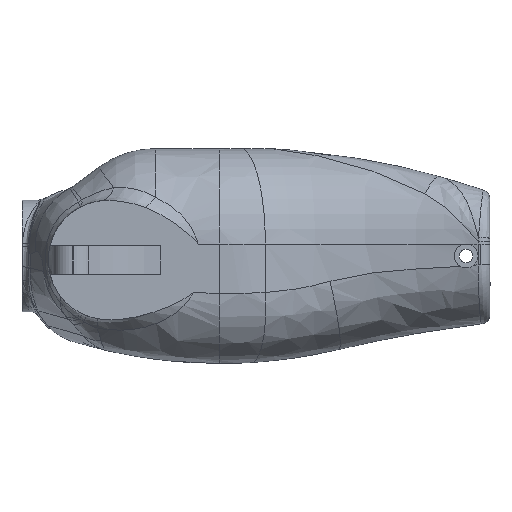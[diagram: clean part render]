
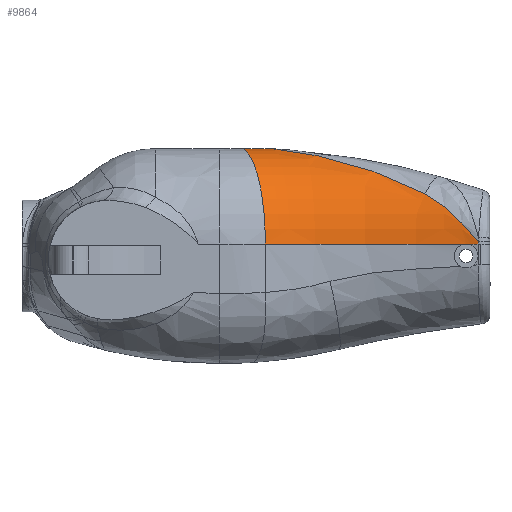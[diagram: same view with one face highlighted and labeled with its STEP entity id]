
A CAD part, left-side view. The second image highlights one B-rep face of the part: STEP entity #9864.
In plain terms, the highlighted toroidal (fillet/blend) face has major radius 160 mm and minor radius 30 mm.
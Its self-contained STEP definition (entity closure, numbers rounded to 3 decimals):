
#21 = EDGE_CURVE ( 'NONE', #4239, #5174, #4024, .T. ) ;
#41 = ORIENTED_EDGE ( 'NONE', *, *, #5154, .F. ) ;
#903 = CARTESIAN_POINT ( 'NONE',  ( -42.533, 12.806, 14.28 ) ) ;
#1433 = CARTESIAN_POINT ( 'NONE',  ( -35.247, 28.453, 23.34 ) ) ;
#1554 = CARTESIAN_POINT ( 'NONE',  ( -172.275, 36.485, 3.75 ) ) ;
#1649 = CARTESIAN_POINT ( 'NONE',  ( -46.459, 3.755, 4.301 ) ) ;
#1941 = CARTESIAN_POINT ( 'NONE',  ( -44.529, 8.783, 10.387 ) ) ;
#1973 = EDGE_CURVE ( 'NONE', #5174, #5774, #9581, .T. ) ;
#2060 = CARTESIAN_POINT ( 'NONE',  ( -41.8, 14.215, 15.457 ) ) ;
#2157 = CARTESIAN_POINT ( 'NONE',  ( -172.275, 36.485, 33.75 ) ) ;
#2472 = EDGE_CURVE ( 'NONE', #7330, #5927, #2815, .T. ) ;
#2510 = CARTESIAN_POINT ( 'NONE',  ( -31.685, 36.724, 26.692 ) ) ;
#2815 =( BOUNDED_CURVE ( )  B_SPLINE_CURVE ( 2, ( #9393, #8479, #4498 ),
 .UNSPECIFIED., .F., .T. ) 
 B_SPLINE_CURVE_WITH_KNOTS ( ( 3, 3 ),
 ( 0., 1. ),
 .UNSPECIFIED. ) 
 CURVE ( )  GEOMETRIC_REPRESENTATION_ITEM ( )  RATIONAL_B_SPLINE_CURVE ( ( 1., 0.707, 1. ) ) 
 REPRESENTATION_ITEM ( '' )  );
#2926 = CARTESIAN_POINT ( 'NONE',  ( -15.894, 70.322, 33.75 ) ) ;
#2957 = CARTESIAN_POINT ( 'NONE',  ( -43.897, 10.091, 11.747 ) ) ;
#3016 = CARTESIAN_POINT ( 'NONE',  ( -46.451, 3.755, 4.576 ) ) ;
#3250 = DIRECTION ( 'NONE',  ( -1., 0., 0. ) ) ;
#3367 = CARTESIAN_POINT ( 'NONE',  ( -34.352, 30.505, 24.219 ) ) ;
#3409 = CARTESIAN_POINT ( 'NONE',  ( -17.996, 69.187, 33.663 ) ) ;
#3543 = CARTESIAN_POINT ( 'NONE',  ( -24.857, 54.002, 31.458 ) ) ;
#4024 = B_SPLINE_CURVE_WITH_KNOTS ( 'NONE', 3,
 ( #6790, #9858, #8882, #1941, #2957, #903, #2060, #7928, #11698, #10812, #7765, #8797 ),
 .UNSPECIFIED., .F., .F.,
 ( 4, 2, 2, 2, 2, 4 ),
 ( 0.001, 0.007, 0.013, 0.019, 0.022, 0.025 ),
 .UNSPECIFIED. ) ;
#4160 = DIRECTION ( 'NONE',  ( 0., 0., -1. ) ) ;
#4189 = EDGE_CURVE ( 'NONE', #12336, #4239, #10993, .T. ) ;
#4239 = VERTEX_POINT ( 'NONE', #3016 ) ;
#4420 = CARTESIAN_POINT ( 'NONE',  ( -27.374, 47.423, 29.926 ) ) ;
#4498 = CARTESIAN_POINT ( 'NONE',  ( -17.875, 78.444, 33.75 ) ) ;
#4510 = CARTESIAN_POINT ( 'NONE',  ( -29.933, 40.95, 28.118 ) ) ;
#4521 = CARTESIAN_POINT ( 'NONE',  ( -46.463, 3.755, 4.025 ) ) ;
#4525 = DIRECTION ( 'NONE',  ( 0., 0., 1. ) ) ;
#4533 = CARTESIAN_POINT ( 'NONE',  ( -45.548, 7.5, 3.75 ) ) ;
#5154 = EDGE_CURVE ( 'NONE', #5927, #5774, #10926, .T. ) ;
#5174 = VERTEX_POINT ( 'NONE', #11624 ) ;
#5241 = DIRECTION ( 'NONE',  ( 0., 0., -1. ) ) ;
#5350 = CARTESIAN_POINT ( 'NONE',  ( -16.498, 70.214, 33.745 ) ) ;
#5383 = DIRECTION ( 'NONE',  ( -1., 0., 0. ) ) ;
#5389 = CARTESIAN_POINT ( 'NONE',  ( -21.436, 62.892, 32.96 ) ) ;
#5401 = ORIENTED_EDGE ( 'NONE', *, *, #8610, .F. ) ;
#5476 = CARTESIAN_POINT ( 'NONE',  ( -18.573, 68.492, 33.6 ) ) ;
#5478 = VERTEX_POINT ( 'NONE', #4533 ) ;
#5774 = VERTEX_POINT ( 'NONE', #2926 ) ;
#5927 = VERTEX_POINT ( 'NONE', #7313 ) ;
#6304 = CARTESIAN_POINT ( 'NONE',  ( -18.391, 68.731, 33.623 ) ) ;
#6390 = CARTESIAN_POINT ( 'NONE',  ( -17.311, 69.792, 33.714 ) ) ;
#6425 = AXIS2_PLACEMENT_3D ( 'NONE', #10369, #4525, #8464 ) ;
#6474 = CARTESIAN_POINT ( 'NONE',  ( -20.979, 63.997, 33.105 ) ) ;
#6601 = CARTESIAN_POINT ( 'NONE',  ( -46.451, 3.755, 4.576 ) ) ;
#6790 = CARTESIAN_POINT ( 'NONE',  ( -46.451, 3.755, 4.576 ) ) ;
#7313 = CARTESIAN_POINT ( 'NONE',  ( -17.875, 78.444, 33.75 ) ) ;
#7330 = VERTEX_POINT ( 'NONE', #10257 ) ;
#7350 = CARTESIAN_POINT ( 'NONE',  ( -19.963, 66.166, 33.362 ) ) ;
#7435 = CARTESIAN_POINT ( 'NONE',  ( -38.813, 20.384, 19.44 ) ) ;
#7520 = CARTESIAN_POINT ( 'NONE',  ( -46.463, 3.755, 3.75 ) ) ;
#7585 = ORIENTED_EDGE ( 'NONE', *, *, #4189, .T. ) ;
#7656 = FACE_OUTER_BOUND ( 'NONE', #9304, .T. ) ;
#7765 = CARTESIAN_POINT ( 'NONE',  ( -39.179, 19.568, 19.007 ) ) ;
#7910 = ORIENTED_EDGE ( 'NONE', *, *, #21, .T. ) ;
#7928 = CARTESIAN_POINT ( 'NONE',  ( -40.677, 16.447, 17.071 ) ) ;
#8126 = CIRCLE ( 'NONE', #10991, 130. ) ;
#8327 = CARTESIAN_POINT ( 'NONE',  ( -19.396, 67.226, 33.476 ) ) ;
#8464 = DIRECTION ( 'NONE',  ( -1., 0., 0. ) ) ;
#8479 = CARTESIAN_POINT ( 'NONE',  ( -46.825, 70.577, 33.75 ) ) ;
#8610 = EDGE_CURVE ( 'NONE', #12336, #5478, #8126, .T. ) ;
#8797 = CARTESIAN_POINT ( 'NONE',  ( -38.813, 20.384, 19.44 ) ) ;
#8882 = CARTESIAN_POINT ( 'NONE',  ( -45.622, 6.239, 7.556 ) ) ;
#9244 = CARTESIAN_POINT ( 'NONE',  ( -37.037, 24.383, 21.469 ) ) ;
#9284 = CARTESIAN_POINT ( 'NONE',  ( -37.93, 22.372, 20.48 ) ) ;
#9304 = EDGE_LOOP ( 'NONE', ( #5401, #7585, #7910, #10829, #41, #11301, #10737 ) ) ;
#9330 = CARTESIAN_POINT ( 'NONE',  ( -17.781, 69.405, 33.682 ) ) ;
#9371 = CARTESIAN_POINT ( 'NONE',  ( -17.054, 69.961, 33.727 ) ) ;
#9393 = CARTESIAN_POINT ( 'NONE',  ( -46.825, 70.577, 3.75 ) ) ;
#9403 = EDGE_CURVE ( 'NONE', #5478, #7330, #10733, .T. ) ;
#9408 = CARTESIAN_POINT ( 'NONE',  ( -20.226, 65.627, 33.301 ) ) ;
#9581 = B_SPLINE_CURVE_WITH_KNOTS ( 'NONE', 3,
 ( #7435, #9284, #9244, #1433, #3367, #2510, #4510, #4420, #10314, #3543, #12222, #12265, #11292, #5389, #6474, #9408, #7350, #8327, #11336, #5476, #6304, #3409, #9330, #6390, #9371, #5350, #10268, #11207 ),
 .UNSPECIFIED., .F., .F.,
 ( 4, 2, 2, 2, 2, 2, 2, 2, 2, 2, 2, 2, 2, 4 ),
 ( 0., 0.007, 0.014, 0.029, 0.036, 0.043, 0.047, 0.051, 0.052, 0.054, 0.055, 0.056, 0.057, 0.058 ),
 .UNSPECIFIED. ) ;
#9858 = CARTESIAN_POINT ( 'NONE',  ( -46.085, 4.997, 6.08 ) ) ;
#9864 = ADVANCED_FACE ( 'NONE', ( #7656 ), #10417, .T. ) ;
#9904 = DIRECTION ( 'NONE',  ( -1., 0., 0. ) ) ;
#10019 = AXIS2_PLACEMENT_3D ( 'NONE', #11089, #5241, #3250 ) ;
#10184 = CARTESIAN_POINT ( 'NONE',  ( -46.463, 3.755, 3.75 ) ) ;
#10257 = CARTESIAN_POINT ( 'NONE',  ( -46.825, 70.577, 3.75 ) ) ;
#10268 = CARTESIAN_POINT ( 'NONE',  ( -16.2, 70.295, 33.75 ) ) ;
#10314 = CARTESIAN_POINT ( 'NONE',  ( -26.531, 49.603, 30.474 ) ) ;
#10369 = CARTESIAN_POINT ( 'NONE',  ( -172.275, 36.485, 3.75 ) ) ;
#10417 = TOROIDAL_SURFACE ( 'NONE', #10019, 160., 30. ) ;
#10733 = CIRCLE ( 'NONE', #6425, 130. ) ;
#10737 = ORIENTED_EDGE ( 'NONE', *, *, #9403, .F. ) ;
#10812 = CARTESIAN_POINT ( 'NONE',  ( -39.55, 18.77, 18.551 ) ) ;
#10829 = ORIENTED_EDGE ( 'NONE', *, *, #1973, .T. ) ;
#10926 = CIRCLE ( 'NONE', #12370, 160. ) ;
#10991 = AXIS2_PLACEMENT_3D ( 'NONE', #1554, #11245, #5383 ) ;
#10993 = B_SPLINE_CURVE_WITH_KNOTS ( 'NONE', 3,
 ( #10184, #4521, #1649, #6601 ),
 .UNSPECIFIED., .F., .F.,
 ( 4, 4 ),
 ( 0., 0.001 ),
 .UNSPECIFIED. ) ;
#11089 = CARTESIAN_POINT ( 'NONE',  ( -172.275, 36.485, 3.75 ) ) ;
#11207 = CARTESIAN_POINT ( 'NONE',  ( -15.894, 70.322, 33.75 ) ) ;
#11245 = DIRECTION ( 'NONE',  ( 0., 0., 1. ) ) ;
#11292 = CARTESIAN_POINT ( 'NONE',  ( -22.325, 60.676, 32.639 ) ) ;
#11301 = ORIENTED_EDGE ( 'NONE', *, *, #2472, .F. ) ;
#11336 = CARTESIAN_POINT ( 'NONE',  ( -19.09, 67.751, 33.53 ) ) ;
#11624 = CARTESIAN_POINT ( 'NONE',  ( -38.813, 20.384, 19.44 ) ) ;
#11698 = CARTESIAN_POINT ( 'NONE',  ( -40.299, 17.21, 17.584 ) ) ;
#12222 = CARTESIAN_POINT ( 'NONE',  ( -24.027, 56.224, 31.895 ) ) ;
#12265 = CARTESIAN_POINT ( 'NONE',  ( -22.754, 59.563, 32.464 ) ) ;
#12336 = VERTEX_POINT ( 'NONE', #7520 ) ;
#12370 = AXIS2_PLACEMENT_3D ( 'NONE', #2157, #4160, #9904 ) ;
